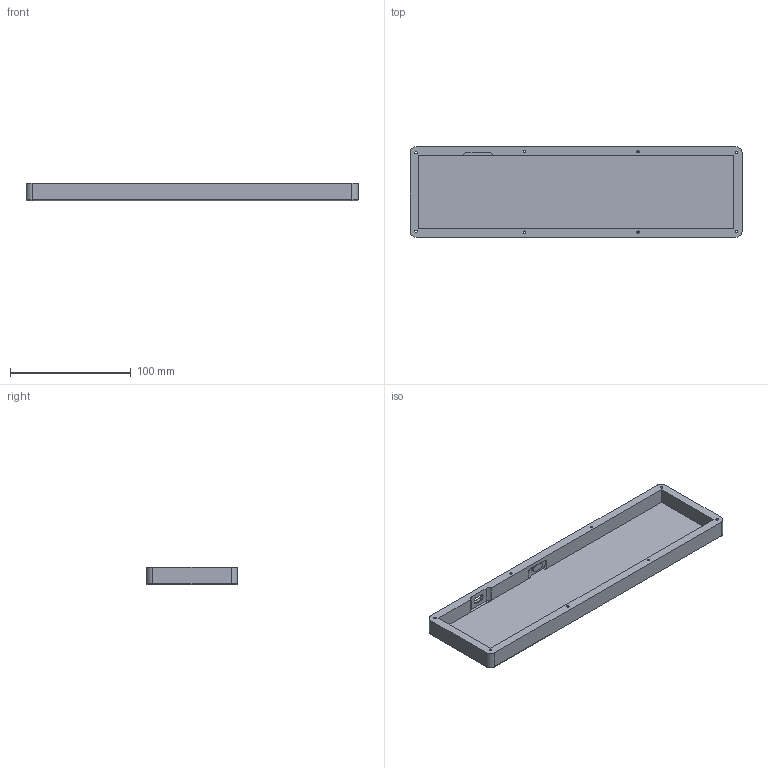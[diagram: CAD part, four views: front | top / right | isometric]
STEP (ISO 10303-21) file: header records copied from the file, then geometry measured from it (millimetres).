
FILE_DESCRIPTION(/* description */ (''),/* implementation_level */ '2;1');
FILE_NAME(/* name */ 'alpha9_Right_Bottom.step',/* time_stamp */ '2020-05-16T20:49:17-04:00',/* author */ (''),/* organization */ (''),/* preprocessor_version */ 'ST-DEVELOPER v18.1',/* originating_system */ 'Autodesk Translation Framework v9.3.0.1241',/* authorisation */ '');
FILE_SCHEMA (('AUTOMOTIVE_DESIGN { 1 0 10303 214 3 1 1 }'));
Length unit declared in the file: millimetre
Products named in the file (1): Bottom (1)
Bounding box: 275.17 x 75.15 x 14.9 mm (x, y, z)
Volume: 99519.6 mm3; surface area: 60822.6 mm2
Topology: 1 solids, 1 shells, 133 faces, 320 edges, 200 vertices
Faces by surface type: cylinder 54, plane 39, torus 32, cone 8
Full cylindrical faces by diameter (mm): 2 x8, 3.5 x8
Entity records: 3990 total; most frequent: DIRECTION 768, CARTESIAN_POINT 654, ORIENTED_EDGE 640, EDGE_CURVE 320, AXIS2_PLACEMENT_3D 314, VERTEX_POINT 200, CIRCLE 180, EDGE_LOOP 162
